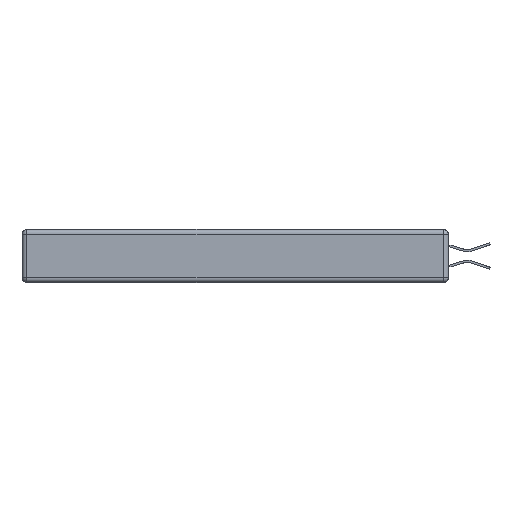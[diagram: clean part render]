
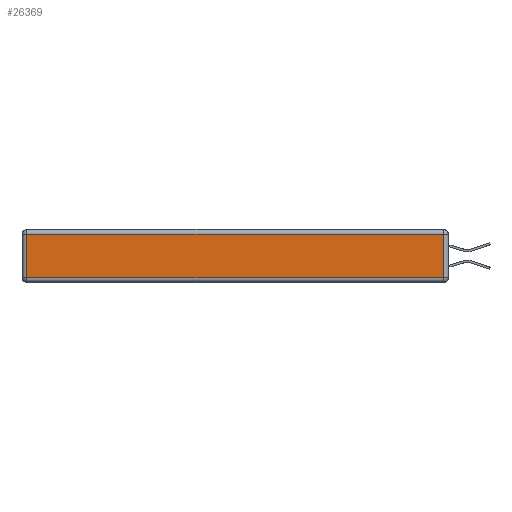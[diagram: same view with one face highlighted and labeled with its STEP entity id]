
A CAD part, left-side view. The second image highlights one B-rep face of the part: STEP entity #26369.
In plain terms, the highlighted planar face has unit normal (-1, 0, 0).
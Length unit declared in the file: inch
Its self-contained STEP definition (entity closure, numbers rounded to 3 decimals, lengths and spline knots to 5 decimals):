
#1059 = ORIENTED_EDGE ( 'NONE', *, *, #27648, .T. ) ;
#1087 = DIRECTION ( 'NONE',  ( 0., 0., -1. ) ) ;
#1096 = AXIS2_PLACEMENT_3D ( 'NONE', #14311, #11859, #27741 ) ;
#2731 = CARTESIAN_POINT ( 'NONE',  ( 0., 2.75, -0.03 ) ) ;
#6469 = FACE_OUTER_BOUND ( 'NONE', #17710, .T. ) ;
#6821 = CARTESIAN_POINT ( 'NONE',  ( 0., 0., -0.313 ) ) ;
#7048 = VECTOR ( 'NONE', #1087, 39.37008 ) ;
#8872 = VECTOR ( 'NONE', #13368, 39.37008 ) ;
#10729 = CARTESIAN_POINT ( 'NONE',  ( 0., 0.03, -0.313 ) ) ;
#10769 = LINE ( 'NONE', #11440, #33292 ) ;
#11440 = CARTESIAN_POINT ( 'NONE',  ( 0., 0.03, -0.343 ) ) ;
#11859 = DIRECTION ( 'NONE',  ( -1., 0., 0. ) ) ;
#12876 = EDGE_CURVE ( 'NONE', #29328, #17862, #13297, .T. ) ;
#13149 = EDGE_CURVE ( 'NONE', #17862, #13726, #10769, .T. ) ;
#13297 = LINE ( 'NONE', #6821, #27923 ) ;
#13368 = DIRECTION ( 'NONE',  ( 0., 1., 0. ) ) ;
#13726 = VERTEX_POINT ( 'NONE', #14780 ) ;
#14311 = CARTESIAN_POINT ( 'NONE',  ( 0., 0., -0.343 ) ) ;
#14780 = CARTESIAN_POINT ( 'NONE',  ( 0., 0.03, -0.03 ) ) ;
#17117 = PLANE ( 'NONE',  #1096 ) ;
#17187 = CARTESIAN_POINT ( 'NONE',  ( 0., 2.72, -0.313 ) ) ;
#17295 = DIRECTION ( 'NONE',  ( 0., -1., 0. ) ) ;
#17504 = CARTESIAN_POINT ( 'NONE',  ( 0., 2.72, -0.343 ) ) ;
#17710 = EDGE_LOOP ( 'NONE', ( #24642, #20420, #1059, #26899 ) ) ;
#17862 = VERTEX_POINT ( 'NONE', #10729 ) ;
#18319 = LINE ( 'NONE', #17504, #7048 ) ;
#19646 = DIRECTION ( 'NONE',  ( 0., 0., 1. ) ) ;
#20420 = ORIENTED_EDGE ( 'NONE', *, *, #13149, .T. ) ;
#20575 = CARTESIAN_POINT ( 'NONE',  ( 0., 2.72, -0.03 ) ) ;
#22715 = VERTEX_POINT ( 'NONE', #20575 ) ;
#23926 = LINE ( 'NONE', #2731, #8872 ) ;
#24642 = ORIENTED_EDGE ( 'NONE', *, *, #12876, .T. ) ;
#26369 = ADVANCED_FACE ( 'NONE', ( #6469 ), #17117, .T. ) ;
#26899 = ORIENTED_EDGE ( 'NONE', *, *, #29786, .T. ) ;
#27648 = EDGE_CURVE ( 'NONE', #13726, #22715, #23926, .T. ) ;
#27741 = DIRECTION ( 'NONE',  ( 0., 0., 1. ) ) ;
#27923 = VECTOR ( 'NONE', #17295, 39.37008 ) ;
#29328 = VERTEX_POINT ( 'NONE', #17187 ) ;
#29786 = EDGE_CURVE ( 'NONE', #22715, #29328, #18319, .T. ) ;
#33292 = VECTOR ( 'NONE', #19646, 39.37008 ) ;
